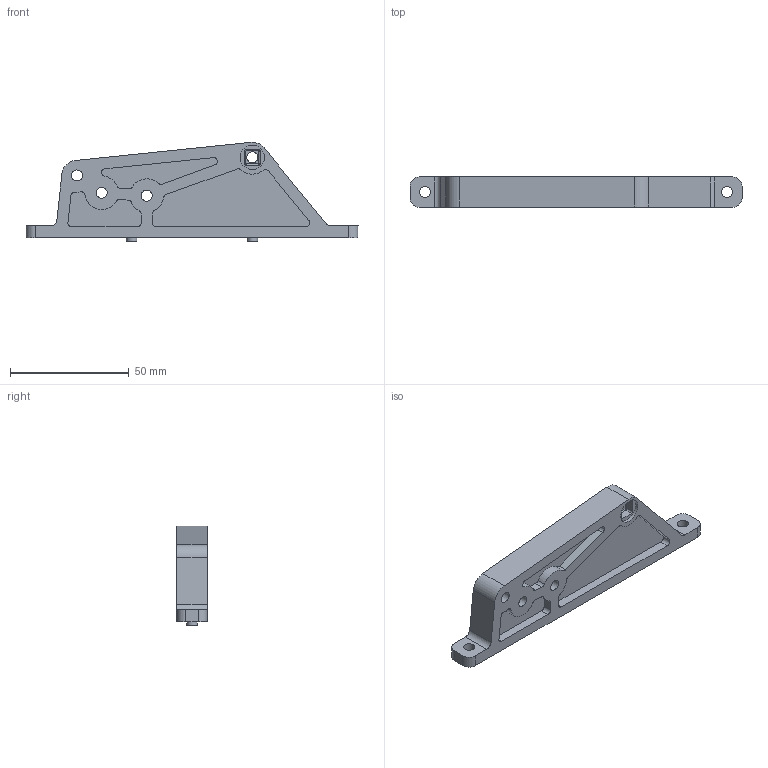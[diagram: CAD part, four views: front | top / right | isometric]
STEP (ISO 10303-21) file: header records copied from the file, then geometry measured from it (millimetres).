
FILE_DESCRIPTION(/* description */ (''),/* implementation_level */ '2;1');
FILE_NAME(/* name */ 'Inside_Intake_Mount_pocket_MIR.step',/* time_stamp */ '2024-06-27T21:51:42-05:00',/* author */ (''),/* organization */ (''),/* preprocessor_version */ 'ST-DEVELOPER v20',/* originating_system */ 'Autodesk Translation Framework v13.14.0.145',/* authorisation */ '');
FILE_SCHEMA (('AUTOMOTIVE_DESIGN { 1 0 10303 214 3 1 1 }'));
Length unit declared in the file: inch
Products named in the file (1): Inside_Intake_Mount_pocket_MIR
Bounding box: 139.7 x 12.7 x 41.82 mm (x, y, z)
Volume: 40708.3 mm3; surface area: 13882.6 mm2
Topology: 1 solids, 1 shells, 87 faces, 226 edges, 148 vertices
Faces by surface type: cylinder 51, plane 32, bspline 4
Full cylindrical faces by diameter (mm): 4.445 x2, 4.623 x5, 4.648 x1, 10.287 x1
Entity records: 2773 total; most frequent: DIRECTION 500, CARTESIAN_POINT 494, ORIENTED_EDGE 452, EDGE_CURVE 226, AXIS2_PLACEMENT_3D 190, VERTEX_POINT 148, LINE 120, VECTOR 120
